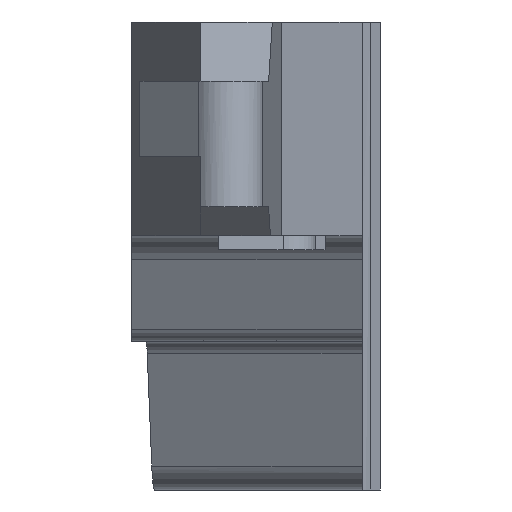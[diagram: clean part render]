
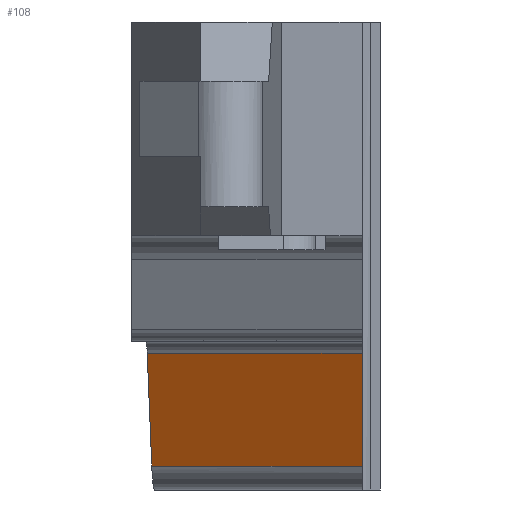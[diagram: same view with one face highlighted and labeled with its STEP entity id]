
A CAD part, front view. The second image highlights one B-rep face of the part: STEP entity #108.
In plain terms, the highlighted planar face has unit normal (0, -0.866, -0.5).
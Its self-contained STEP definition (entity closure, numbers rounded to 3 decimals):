
#108=ADVANCED_FACE('',(#240),#179,.F.);
#179=PLANE('',#1539);
#240=FACE_OUTER_BOUND('',#312,.T.);
#312=EDGE_LOOP('',(#427,#428,#429,#430));
#427=ORIENTED_EDGE('',*,*,#975,.F.);
#428=ORIENTED_EDGE('',*,*,#976,.F.);
#429=ORIENTED_EDGE('',*,*,#977,.T.);
#430=ORIENTED_EDGE('',*,*,#978,.F.);
#823=VERTEX_POINT('',#2103);
#824=VERTEX_POINT('',#2104);
#825=VERTEX_POINT('',#2106);
#826=VERTEX_POINT('',#2108);
#975=EDGE_CURVE('',#823,#824,#1179,.T.);
#976=EDGE_CURVE('',#825,#823,#1180,.T.);
#977=EDGE_CURVE('',#825,#826,#1181,.T.);
#978=EDGE_CURVE('',#824,#826,#1182,.T.);
#1179=LINE('',#2102,#1355);
#1180=LINE('',#2105,#1356);
#1181=LINE('',#2107,#1357);
#1182=LINE('',#2109,#1358);
#1355=VECTOR('',#1700,1.);
#1356=VECTOR('',#1701,1.);
#1357=VECTOR('',#1702,1.);
#1358=VECTOR('',#1703,1.);
#1539=AXIS2_PLACEMENT_3D('',#2110,#1704,#1705);
#1700=DIRECTION('',(-1.,0.,0.));
#1701=DIRECTION('',(0.,0.5,-0.866));
#1702=DIRECTION('',(-1.,0.,0.));
#1703=DIRECTION('',(-0.035,-0.5,0.865));
#1704=DIRECTION('',(0.,0.866,0.5));
#1705=DIRECTION('',(0.,0.5,-0.866));
#2102=CARTESIAN_POINT('',(2.55,5.951,0.5));
#2103=CARTESIAN_POINT('',(2.55,5.951,0.5));
#2104=CARTESIAN_POINT('',(-1.834,5.951,0.5));
#2105=CARTESIAN_POINT('',(2.55,4.594,2.85));
#2106=CARTESIAN_POINT('',(2.55,4.594,2.85));
#2107=CARTESIAN_POINT('',(2.55,4.594,2.85));
#2108=CARTESIAN_POINT('',(-1.929,4.594,2.85));
#2109=CARTESIAN_POINT('',(-1.834,5.951,0.5));
#2110=CARTESIAN_POINT('',(3.382,4.594,2.85));
